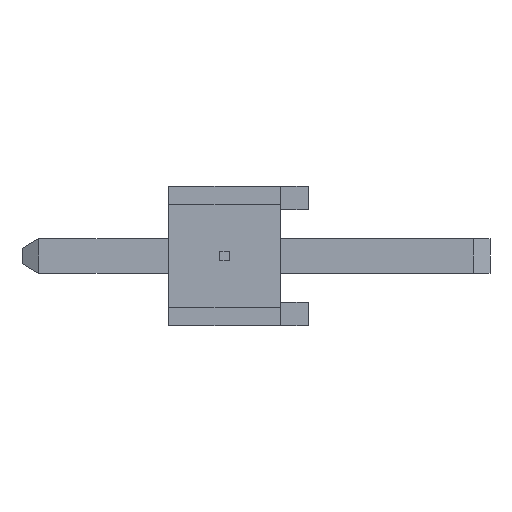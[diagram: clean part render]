
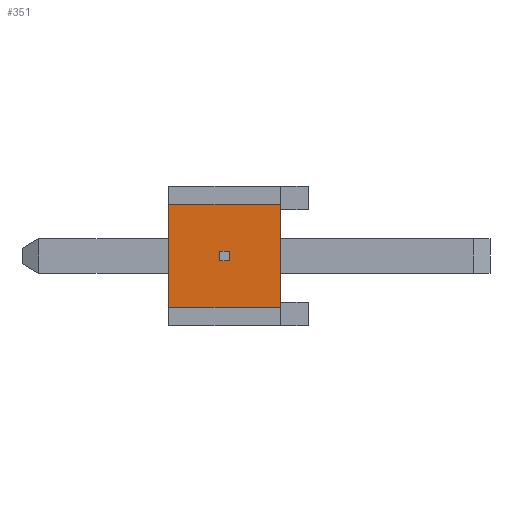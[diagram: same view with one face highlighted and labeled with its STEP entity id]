
A CAD part, left-side view. The second image highlights one B-rep face of the part: STEP entity #351.
In plain terms, the highlighted planar face has unit normal (-1, 0, 0).
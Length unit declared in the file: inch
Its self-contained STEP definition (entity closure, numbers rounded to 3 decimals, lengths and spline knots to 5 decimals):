
#351 = ADVANCED_FACE( '', ( #915, #916 ), #917, .F. );
#915 = FACE_BOUND( '', #1721, .T. );
#916 = FACE_OUTER_BOUND( '', #1722, .T. );
#917 = PLANE( '', #1723 );
#1721 = EDGE_LOOP( '', ( #2589, #2590, #2591, #2592 ) );
#1722 = EDGE_LOOP( '', ( #2593, #2594, #2595, #2596 ) );
#1723 = AXIS2_PLACEMENT_3D( '', #2597, #2598, #2599 );
#2589 = ORIENTED_EDGE( '', *, *, #4892, .F. );
#2590 = ORIENTED_EDGE( '', *, *, #4893, .F. );
#2591 = ORIENTED_EDGE( '', *, *, #4894, .F. );
#2592 = ORIENTED_EDGE( '', *, *, #4895, .F. );
#2593 = ORIENTED_EDGE( '', *, *, #4896, .F. );
#2594 = ORIENTED_EDGE( '', *, *, #4897, .F. );
#2595 = ORIENTED_EDGE( '', *, *, #4898, .F. );
#2596 = ORIENTED_EDGE( '', *, *, #4899, .F. );
#2597 = CARTESIAN_POINT( '', ( -0.242, 0., 0. ) );
#2598 = DIRECTION( '', ( 1., 0., 0. ) );
#2599 = DIRECTION( '', ( 0., 0., -1. ) );
#4892 = EDGE_CURVE( '', #5865, #5866, #5867, .T. );
#4893 = EDGE_CURVE( '', #5868, #5865, #5869, .T. );
#4894 = EDGE_CURVE( '', #5870, #5868, #5871, .T. );
#4895 = EDGE_CURVE( '', #5866, #5870, #5872, .T. );
#4896 = EDGE_CURVE( '', #5873, #5874, #5875, .T. );
#4897 = EDGE_CURVE( '', #5876, #5873, #5877, .T. );
#4898 = EDGE_CURVE( '', #5878, #5876, #5879, .T. );
#4899 = EDGE_CURVE( '', #5874, #5878, #5880, .T. );
#5865 = VERTEX_POINT( '', #7256 );
#5866 = VERTEX_POINT( '', #7257 );
#5867 = LINE( '', #7258, #7259 );
#5868 = VERTEX_POINT( '', #7260 );
#5869 = LINE( '', #7261, #7262 );
#5870 = VERTEX_POINT( '', #7263 );
#5871 = LINE( '', #7264, #7265 );
#5872 = LINE( '', #7266, #7267 );
#5873 = VERTEX_POINT( '', #7268 );
#5874 = VERTEX_POINT( '', #7269 );
#5875 = LINE( '', #7270, #7271 );
#5876 = VERTEX_POINT( '', #7272 );
#5877 = LINE( '', #7273, #7274 );
#5878 = VERTEX_POINT( '', #7275 );
#5879 = LINE( '', #7276, #7277 );
#5880 = LINE( '', #7278, #7279 );
#7256 = CARTESIAN_POINT( '', ( -0.242, 0.06353, 0.00339 ) );
#7257 = CARTESIAN_POINT( '', ( -0.242, 0.06353, -0.00339 ) );
#7258 = CARTESIAN_POINT( '', ( -0.242, 0.06353, 0. ) );
#7259 = VECTOR( '', #9112, 39.37008 );
#7260 = CARTESIAN_POINT( '', ( -0.242, 0.05647, 0.00339 ) );
#7261 = CARTESIAN_POINT( '', ( -0.242, 0., 0.00339 ) );
#7262 = VECTOR( '', #9113, 39.37008 );
#7263 = CARTESIAN_POINT( '', ( -0.242, 0.05647, -0.00339 ) );
#7264 = CARTESIAN_POINT( '', ( -0.242, 0.05647, 0. ) );
#7265 = VECTOR( '', #9114, 39.37008 );
#7266 = CARTESIAN_POINT( '', ( -0.242, 0., -0.00339 ) );
#7267 = VECTOR( '', #9115, 39.37008 );
#7268 = CARTESIAN_POINT( '', ( -0.242, 0.02, 0.037 ) );
#7269 = CARTESIAN_POINT( '', ( -0.242, 0.02, -0.037 ) );
#7270 = CARTESIAN_POINT( '', ( -0.242, 0.02, 0. ) );
#7271 = VECTOR( '', #9116, 39.37008 );
#7272 = CARTESIAN_POINT( '', ( -0.242, 0.1, 0.037 ) );
#7273 = CARTESIAN_POINT( '', ( -0.242, 0.1, 0.037 ) );
#7274 = VECTOR( '', #9117, 39.37008 );
#7275 = CARTESIAN_POINT( '', ( -0.242, 0.1, -0.037 ) );
#7276 = CARTESIAN_POINT( '', ( -0.242, 0.1, -0.037 ) );
#7277 = VECTOR( '', #9118, 39.37008 );
#7278 = CARTESIAN_POINT( '', ( -0.242, 0., -0.037 ) );
#7279 = VECTOR( '', #9119, 39.37008 );
#9112 = DIRECTION( '', ( 0., 0., -1. ) );
#9113 = DIRECTION( '', ( 0., 1., 0. ) );
#9114 = DIRECTION( '', ( 0., 0., 1. ) );
#9115 = DIRECTION( '', ( 0., -1., 0. ) );
#9116 = DIRECTION( '', ( 0., 0., -1. ) );
#9117 = DIRECTION( '', ( 0., -1., 0. ) );
#9118 = DIRECTION( '', ( 0., 0., 1. ) );
#9119 = DIRECTION( '', ( 0., 1., 0. ) );
